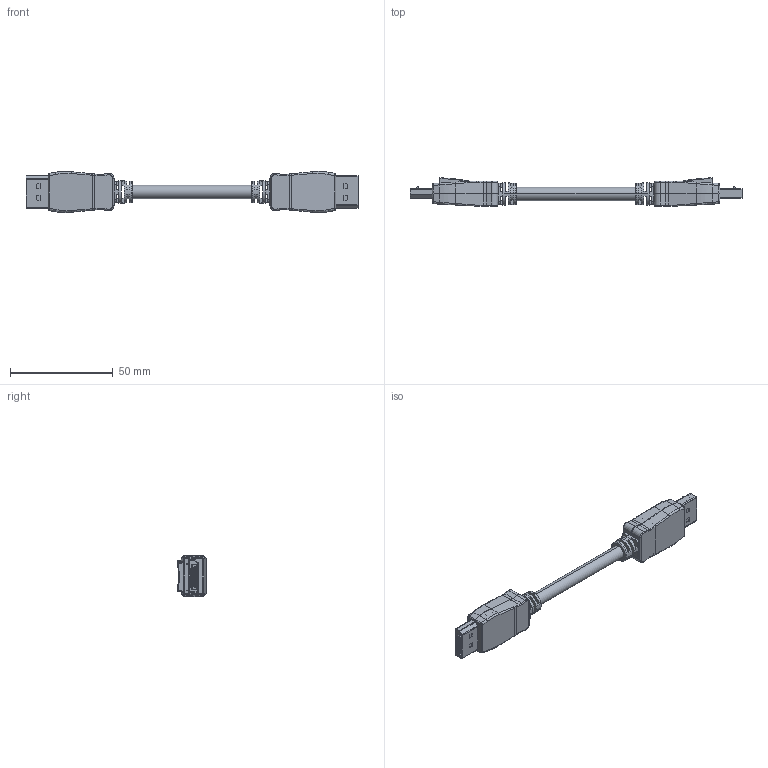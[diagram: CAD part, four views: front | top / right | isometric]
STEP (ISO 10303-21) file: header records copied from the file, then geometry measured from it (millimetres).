
FILE_DESCRIPTION (( 'STEP AP214' ), '1' );
FILE_NAME ('DPCAMMSB-X_3D.STEP', '2020-04-09T20:03:57', ( '' ), ( '' ), 'SwSTEP 2.0', 'SolidWorks 2018', '' );
FILE_SCHEMA (( 'AUTOMOTIVE_DESIGN' ));
Length unit declared in the file: inch
Products named in the file (19): DP-CONTACT; 1AL08-275; DP-HOUSING; RIGHT LATCH; COVER-DOWN; TOP-SHELL-2; TOP-SHELL-1; DP-SHELL; BOTTOM-SHELL-1_NO CRIMPING; LEET LATCH; TOP SHELL___; DPCAMMSB-X_3D; DP SHORT COVER CBL S.R___; 1AH04-005_With Strain Relief; COVER-UP; BOTTOM-SHELL-2; DP-COVER; BOTTOM SHELL_NO CRIMPING; WIRE HOLDER
Assembly tree (38 placements, depth 4):
  DPCAMMSB-X_3D
    1AL08-275
    1AH04-005_With Strain Relief  x2
      DP-HOUSING
      LEET LATCH
      DP-SHELL
      RIGHT LATCH
      DP-CONTACT
      DP-COVER
      WIRE HOLDER
      TOP SHELL___
        TOP-SHELL-2
        TOP-SHELL-1
      BOTTOM SHELL_NO CRIMPING
        BOTTOM-SHELL-1_NO CRIMPING
        BOTTOM-SHELL-2
      COVER-DOWN
      COVER-UP
      DP SHORT COVER CBL S.R___
Bounding box: 161.2 x 13.78 x 19.99 mm (x, y, z)
Volume: 10848.9 mm3; surface area: 25919.2 mm2
Topology: 67 solids, 67 shells, 7030 faces, 18788 edges, 11734 vertices
Faces by surface type: plane 4566, cylinder 1494, bspline 910, cone 52, torus 8
Entity records: 94342 total; most frequent: CARTESIAN_POINT 30456, ORIENTED_EDGE 14202, DIRECTION 11578, EDGE_CURVE 7101, VECTOR 5098, LINE 5098, VERTEX_POINT 4501, AXIS2_PLACEMENT_3D 3240
